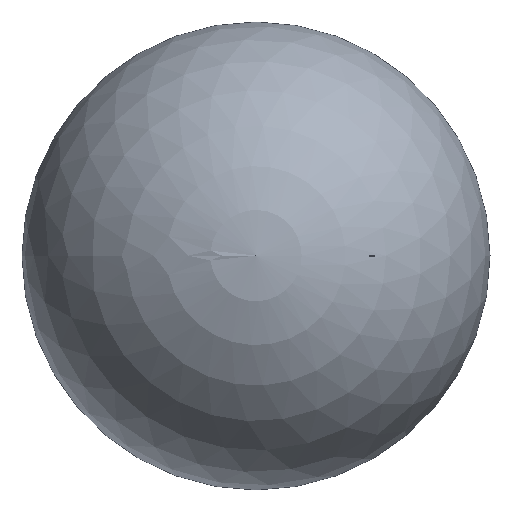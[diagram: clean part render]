
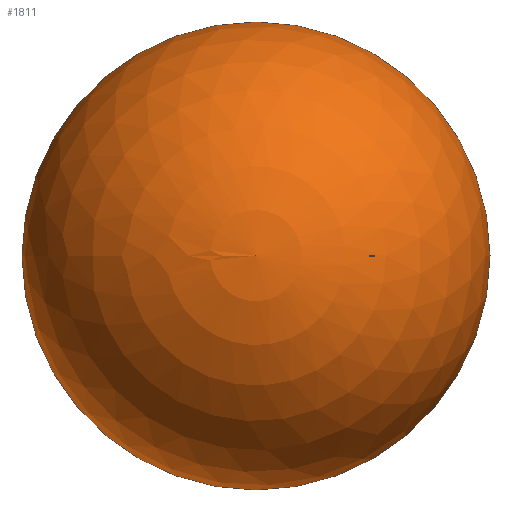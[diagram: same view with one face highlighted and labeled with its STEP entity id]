
A CAD part, top view. The second image highlights one B-rep face of the part: STEP entity #1811.
In plain terms, the highlighted spherical face has radius 250 mm.
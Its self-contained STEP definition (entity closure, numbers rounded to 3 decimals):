
#255 = CARTESIAN_POINT ( 'NONE',  ( 0., 0., 0. ) ) ;
#285 = DIRECTION ( 'NONE',  ( -1., 0., 0. ) ) ;
#384 = DIRECTION ( 'NONE',  ( -1., 0., 0. ) ) ;
#408 = DIRECTION ( 'NONE',  ( 0., 0., 1. ) ) ;
#1234 = EDGE_LOOP ( 'NONE', ( #3385, #6802 ) ) ;
#1638 = VERTEX_POINT ( 'NONE', #5729 ) ;
#1811 = ADVANCED_FACE ( 'NONE', ( #9717 ), #3903, .T. ) ;
#2526 = CIRCLE ( 'NONE', #4704, 250. ) ;
#2776 = DIRECTION ( 'NONE',  ( 0., 0., -1. ) ) ;
#3385 = ORIENTED_EDGE ( 'NONE', *, *, #5028, .F. ) ;
#3498 = EDGE_CURVE ( 'NONE', #7549, #1638, #6499, .T. ) ;
#3903 = SPHERICAL_SURFACE ( 'NONE', #6617, 250. ) ;
#4399 = CARTESIAN_POINT ( 'NONE',  ( 0., 0., 0. ) ) ;
#4420 = CARTESIAN_POINT ( 'NONE',  ( 250., 0., 0. ) ) ;
#4704 = AXIS2_PLACEMENT_3D ( 'NONE', #255, #5754, #285 ) ;
#5028 = EDGE_CURVE ( 'NONE', #1638, #7549, #2526, .T. ) ;
#5729 = CARTESIAN_POINT ( 'NONE',  ( -250., 0., 0. ) ) ;
#5754 = DIRECTION ( 'NONE',  ( 0., 0., -1. ) ) ;
#6499 = CIRCLE ( 'NONE', #8484, 250. ) ;
#6617 = AXIS2_PLACEMENT_3D ( 'NONE', #4399, #408, #384 ) ;
#6802 = ORIENTED_EDGE ( 'NONE', *, *, #3498, .F. ) ;
#7549 = VERTEX_POINT ( 'NONE', #4420 ) ;
#7573 = CARTESIAN_POINT ( 'NONE',  ( 0., 0., 0. ) ) ;
#8341 = DIRECTION ( 'NONE',  ( -1., 0., 0. ) ) ;
#8484 = AXIS2_PLACEMENT_3D ( 'NONE', #7573, #2776, #8341 ) ;
#9717 = FACE_OUTER_BOUND ( 'NONE', #1234, .T. ) ;
